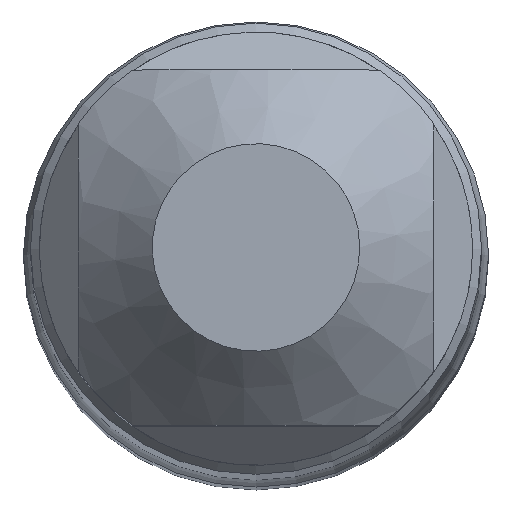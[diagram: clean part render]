
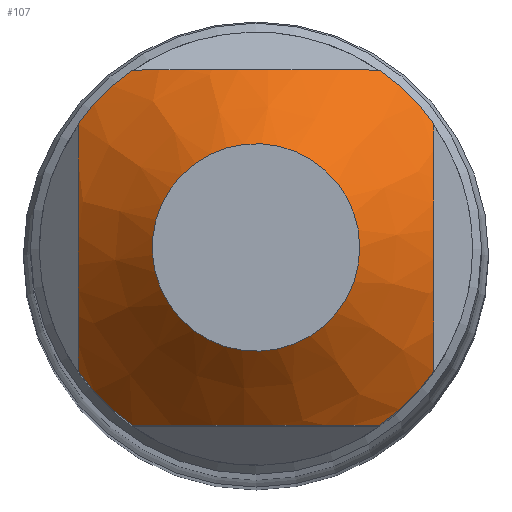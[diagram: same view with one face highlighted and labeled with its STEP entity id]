
A CAD part, top view. The second image highlights one B-rep face of the part: STEP entity #107.
In plain terms, the highlighted conical face has half-angle 45 degrees and reference radius 0.92 mm.
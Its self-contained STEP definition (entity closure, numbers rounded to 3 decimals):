
#43=CONICAL_SURFACE('',#363,0.92,45.);
#107=ADVANCED_FACE('',(#124,#125),#43,.T.);
#124=FACE_BOUND('',#147,.T.);
#125=FACE_BOUND('',#148,.T.);
#147=EDGE_LOOP('',(#185));
#148=EDGE_LOOP('',(#186,#187,#188,#189,#190,#191,#192,#193));
#185=ORIENTED_EDGE('',*,*,#254,.F.);
#186=ORIENTED_EDGE('',*,*,#270,.T.);
#187=ORIENTED_EDGE('',*,*,#271,.T.);
#188=ORIENTED_EDGE('',*,*,#272,.T.);
#189=ORIENTED_EDGE('',*,*,#258,.T.);
#190=ORIENTED_EDGE('',*,*,#273,.T.);
#191=ORIENTED_EDGE('',*,*,#263,.T.);
#192=ORIENTED_EDGE('',*,*,#274,.T.);
#193=ORIENTED_EDGE('',*,*,#268,.T.);
#229=VERTEX_POINT('',#500);
#232=VERTEX_POINT('',#508);
#233=VERTEX_POINT('',#515);
#236=VERTEX_POINT('',#524);
#237=VERTEX_POINT('',#531);
#240=VERTEX_POINT('',#540);
#241=VERTEX_POINT('',#547);
#242=VERTEX_POINT('',#551);
#243=VERTEX_POINT('',#558);
#254=EDGE_CURVE('',#229,#229,#286,.T.);
#258=EDGE_CURVE('',#233,#232,#304,.T.);
#263=EDGE_CURVE('',#237,#236,#305,.T.);
#268=EDGE_CURVE('',#241,#240,#306,.T.);
#270=EDGE_CURVE('',#240,#242,#287,.T.);
#271=EDGE_CURVE('',#242,#243,#307,.T.);
#272=EDGE_CURVE('',#243,#233,#288,.T.);
#273=EDGE_CURVE('',#232,#237,#289,.T.);
#274=EDGE_CURVE('',#236,#241,#290,.T.);
#286=CIRCLE('',#348,0.92);
#287=CIRCLE('',#359,1.92);
#288=CIRCLE('',#360,1.92);
#289=CIRCLE('',#361,1.92);
#290=CIRCLE('',#362,1.92);
#304=B_SPLINE_CURVE_WITH_KNOTS('',3,(#509,#510,#511,#512,#513,#514),
 .UNSPECIFIED.,.F.,.F.,(4,2,4),(0.,0.5,1.),.UNSPECIFIED.);
#305=B_SPLINE_CURVE_WITH_KNOTS('',3,(#525,#526,#527,#528,#529,#530),
 .UNSPECIFIED.,.F.,.F.,(4,2,4),(0.,0.5,1.),.UNSPECIFIED.);
#306=B_SPLINE_CURVE_WITH_KNOTS('',3,(#541,#542,#543,#544,#545,#546),
 .UNSPECIFIED.,.F.,.F.,(4,2,4),(0.,0.5,1.),.UNSPECIFIED.);
#307=B_SPLINE_CURVE_WITH_KNOTS('',3,(#552,#553,#554,#555,#556,#557),
 .UNSPECIFIED.,.F.,.F.,(4,2,4),(0.,0.5,1.),.UNSPECIFIED.);
#348=AXIS2_PLACEMENT_3D('',#499,#396,#397);
#359=AXIS2_PLACEMENT_3D('',#550,#427,#428);
#360=AXIS2_PLACEMENT_3D('',#559,#429,#430);
#361=AXIS2_PLACEMENT_3D('',#560,#431,#432);
#362=AXIS2_PLACEMENT_3D('',#561,#433,#434);
#363=AXIS2_PLACEMENT_3D('',#562,#435,#436);
#396=DIRECTION('',(0.,0.,1.));
#397=DIRECTION('',(1.,0.,0.));
#427=DIRECTION('',(0.,0.,1.));
#428=DIRECTION('',(-1.,0.,0.));
#429=DIRECTION('',(0.,0.,1.));
#430=DIRECTION('',(-1.,0.,0.));
#431=DIRECTION('',(0.,0.,1.));
#432=DIRECTION('',(-1.,0.,0.));
#433=DIRECTION('',(0.,0.,1.));
#434=DIRECTION('',(-1.,0.,0.));
#435=DIRECTION('',(0.,0.,-1.));
#436=DIRECTION('',(-1.,0.,0.));
#499=CARTESIAN_POINT('',(0.,0.,0.));
#500=CARTESIAN_POINT('',(0.92,0.,0.));
#508=CARTESIAN_POINT('',(-1.098,1.575,-1.));
#509=CARTESIAN_POINT('',(1.098,1.575,-1.));
#510=CARTESIAN_POINT('',(0.76,1.575,-0.807));
#511=CARTESIAN_POINT('',(0.387,1.575,-0.655));
#512=CARTESIAN_POINT('',(-0.386,1.575,-0.655));
#513=CARTESIAN_POINT('',(-0.762,1.575,-0.808));
#514=CARTESIAN_POINT('',(-1.098,1.575,-1.));
#515=CARTESIAN_POINT('',(1.098,1.575,-1.));
#524=CARTESIAN_POINT('',(-1.575,-1.098,-1.));
#525=CARTESIAN_POINT('',(-1.575,1.098,-1.));
#526=CARTESIAN_POINT('',(-1.575,0.762,-0.808));
#527=CARTESIAN_POINT('',(-1.575,0.386,-0.655));
#528=CARTESIAN_POINT('',(-1.575,-0.387,-0.655));
#529=CARTESIAN_POINT('',(-1.575,-0.76,-0.807));
#530=CARTESIAN_POINT('',(-1.575,-1.098,-1.));
#531=CARTESIAN_POINT('',(-1.575,1.098,-1.));
#540=CARTESIAN_POINT('',(1.098,-1.575,-1.));
#541=CARTESIAN_POINT('',(-1.098,-1.575,-1.));
#542=CARTESIAN_POINT('',(-0.762,-1.575,-0.808));
#543=CARTESIAN_POINT('',(-0.386,-1.575,-0.655));
#544=CARTESIAN_POINT('',(0.387,-1.575,-0.655));
#545=CARTESIAN_POINT('',(0.76,-1.575,-0.807));
#546=CARTESIAN_POINT('',(1.098,-1.575,-1.));
#547=CARTESIAN_POINT('',(-1.098,-1.575,-1.));
#550=CARTESIAN_POINT('',(0.,0.,-1.));
#551=CARTESIAN_POINT('',(1.575,-1.098,-1.));
#552=CARTESIAN_POINT('',(1.575,-1.098,-1.));
#553=CARTESIAN_POINT('',(1.575,-0.76,-0.807));
#554=CARTESIAN_POINT('',(1.575,-0.387,-0.655));
#555=CARTESIAN_POINT('',(1.575,0.386,-0.655));
#556=CARTESIAN_POINT('',(1.575,0.762,-0.808));
#557=CARTESIAN_POINT('',(1.575,1.098,-1.));
#558=CARTESIAN_POINT('',(1.575,1.098,-1.));
#559=CARTESIAN_POINT('',(0.,0.,-1.));
#560=CARTESIAN_POINT('',(0.,0.,-1.));
#561=CARTESIAN_POINT('',(0.,0.,-1.));
#562=CARTESIAN_POINT('',(0.,0.,0.));
